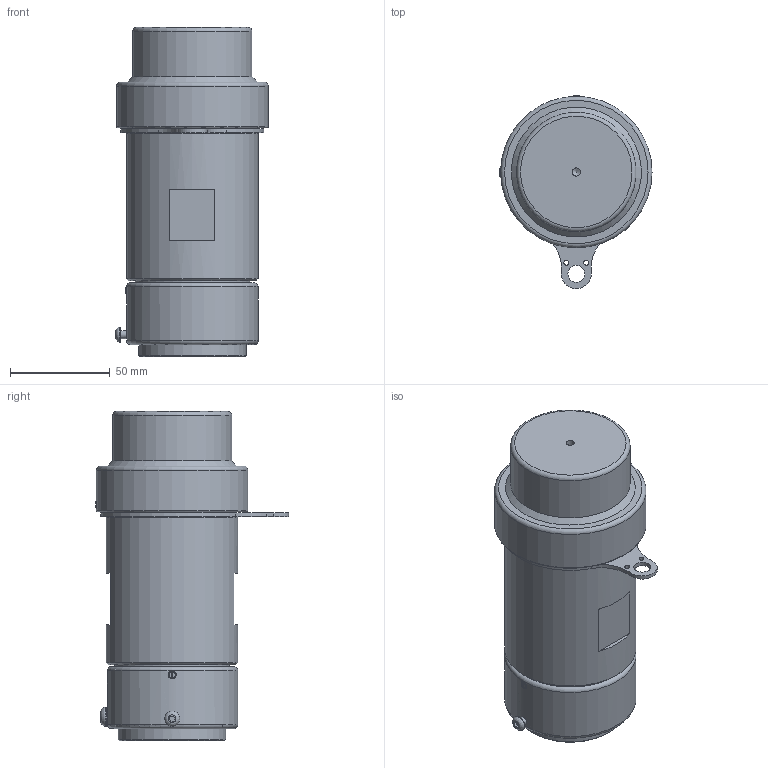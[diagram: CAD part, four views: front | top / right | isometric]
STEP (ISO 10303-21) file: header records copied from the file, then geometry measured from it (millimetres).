
FILE_DESCRIPTION(/* description */ (''),/* implementation_level */ '2;1');
FILE_NAME(/* name */ 'ControlEx Exd-50-S-CP.stp',/* time_stamp */ '2022-11-18T13:24:33+00:00',/* author */ ('areid2'),/* organization */ (''),/* preprocessor_version */ 'ST-DEVELOPER v18.1',/* originating_system */ 'Autodesk Inventor 2020',/* authorisation */ '');
FILE_SCHEMA (('AUTOMOTIVE_DESIGN { 1 0 10303 214 3 1 1 }'));
Length unit declared in the file: millimetre
Products named in the file (1): Part9
Bounding box: 76.35 x 97.08 x 165.16 mm (x, y, z)
Volume: 537298.7 mm3; surface area: 58481.6 mm2
Topology: 1 solids, 1 shells, 118 faces, 321 edges, 224 vertices
Faces by surface type: plane 55, cylinder 39, cone 15, torus 7, bspline 2
Full cylindrical faces by diameter (mm): 2.5 x2, 4 x4, 4.134 x1, 5 x1, 7.6 x1, 8.5 x1, 9.5 x1, 48.5 x1, 54 x1, 54.6 x1, 57.5 x1, 58.5 x1, 60 x1, 62 x1, 62.5 x1, 64 x1, 66 x1, 76 x1
Entity records: 4371 total; most frequent: CARTESIAN_POINT 1133, DIRECTION 662, ORIENTED_EDGE 636, EDGE_CURVE 318, AXIS2_PLACEMENT_3D 278, VERTEX_POINT 224, CIRCLE 157, EDGE_LOOP 152
